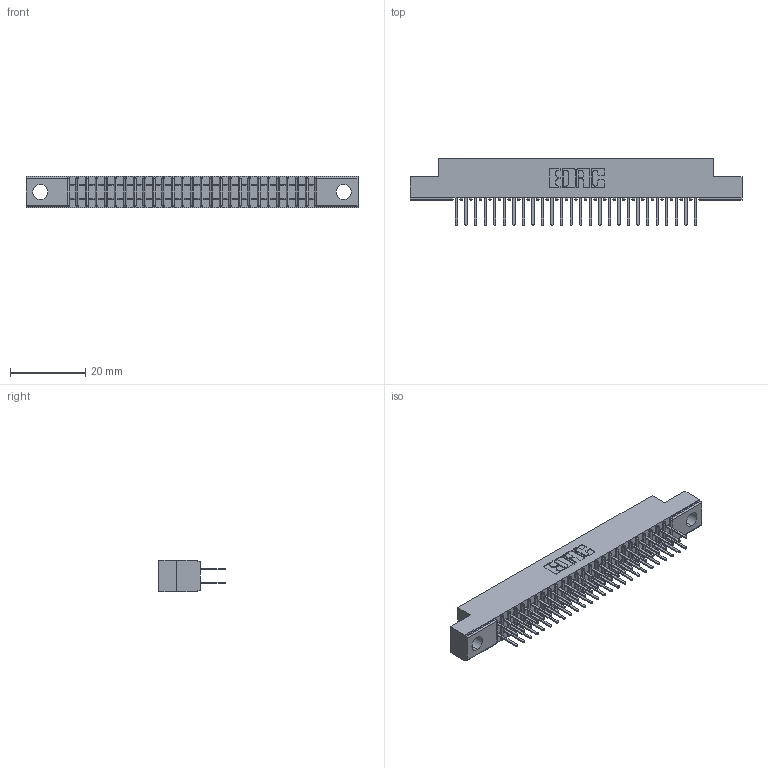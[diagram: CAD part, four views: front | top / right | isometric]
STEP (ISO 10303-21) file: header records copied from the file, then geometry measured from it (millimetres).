
FILE_DESCRIPTION (( 'STEP AP203' ), '1' );
FILE_NAME ('391-052-521-204.STEP', '2018-08-09T05:59:56', ( '' ), ( '' ), 'SwSTEP 2.0', 'SolidWorks 2016', '' );
FILE_SCHEMA (( 'CONFIG_CONTROL_DESIGN' ));
Length unit declared in the file: inch
Products named in the file (3): 341 Part_.156 (3.96) Dia Mounting Holes; 341-292-001_341-292-121; 391-052-521-204
Assembly tree (53 placements, depth 2):
  391-052-521-204
    341 Part_.156 (3.96) Dia Mounting Holes
    341-292-001_341-292-121  x52
Bounding box: 88.27 x 17.7 x 8.38 mm (x, y, z)
Volume: 4947.6 mm3; surface area: 10686.7 mm2
Topology: 53 solids, 53 shells, 3562 faces, 10310 edges, 6678 vertices
Faces by surface type: plane 2162, cylinder 1296, sphere 54, torus 50
Entity records: 34015 total; most frequent: CARTESIAN_POINT 5660, ORIENTED_EDGE 5620, DIRECTION 5496, EDGE_CURVE 2810, VECTOR 2260, LINE 2260, VERTEX_POINT 1782, AXIS2_PLACEMENT_3D 1618
